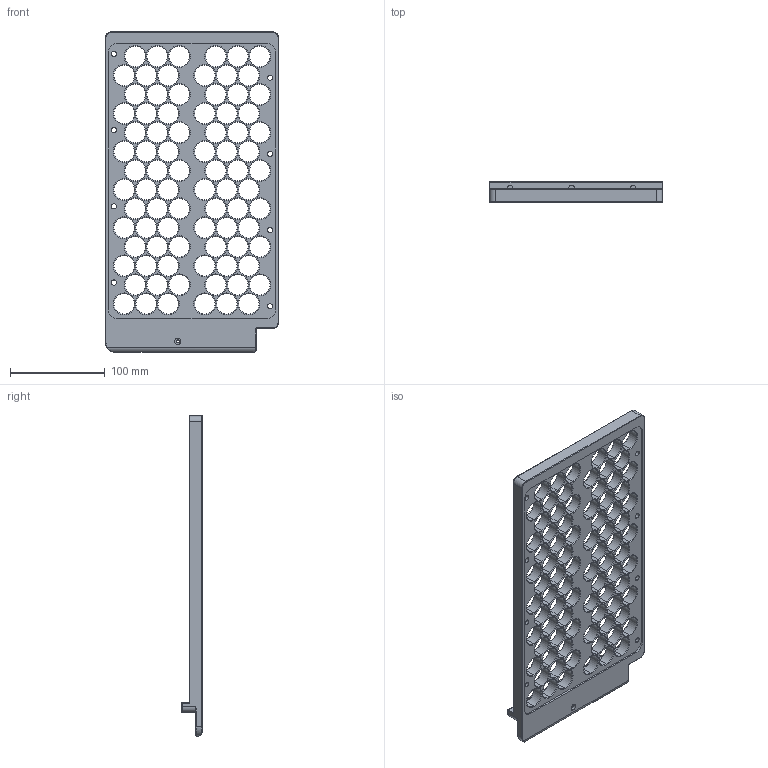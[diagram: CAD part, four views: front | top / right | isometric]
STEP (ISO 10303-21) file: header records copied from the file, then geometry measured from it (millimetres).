
FILE_DESCRIPTION (( 'STEP AP203' ), '1' );
FILE_NAME ('BottomCellHolder_BuildParts.STEP', '2024-09-12T05:26:32', ( '' ), ( '' ), 'SwSTEP 2.0', 'SolidWorks 2024', '' );
FILE_SCHEMA (( 'CONFIG_CONTROL_DESIGN' ));
Length unit declared in the file: millimetre
Products named in the file (1): BottomCellHolder_BuildParts
Bounding box: 182.3 x 21.8 x 337.28 mm (x, y, z)
Volume: 351069 mm3; surface area: 144536.2 mm2
Topology: 1 solids, 1 shells, 623 faces, 1458 edges, 846 vertices
Faces by surface type: torus 344, cylinder 243, plane 32, bspline 3, sphere 1
Entity records: 18632 total; most frequent: DIRECTION 3832, CARTESIAN_POINT 3113, ORIENTED_EDGE 2908, AXIS2_PLACEMENT_3D 1769, EDGE_CURVE 1454, CIRCLE 1148, VERTEX_POINT 846, EDGE_LOOP 822
